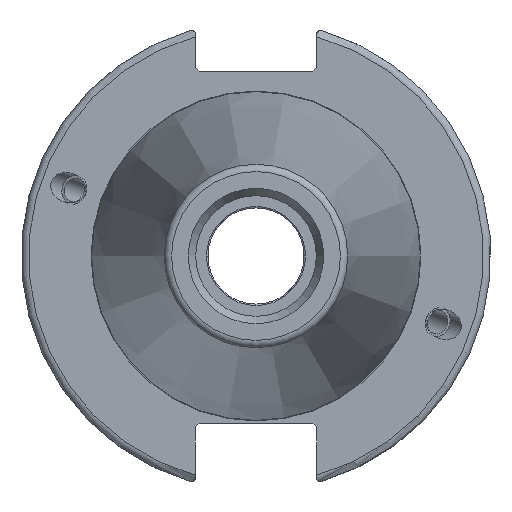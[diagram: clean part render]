
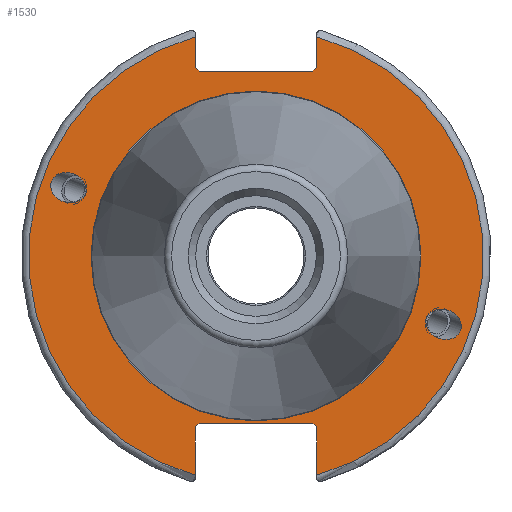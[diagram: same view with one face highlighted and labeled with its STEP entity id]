
A CAD part, left-side view. The second image highlights one B-rep face of the part: STEP entity #1530.
In plain terms, the highlighted planar face has unit normal (-1, 0, 0).
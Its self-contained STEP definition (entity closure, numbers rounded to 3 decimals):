
#39=ELLIPSE('',#1651,2.442,2.);
#48=ELLIPSE('',#1694,2.442,2.);
#121=FACE_BOUND('',#501,.T.);
#122=FACE_BOUND('',#502,.T.);
#123=FACE_BOUND('',#503,.T.);
#138=PLANE('',#1704);
#201=LINE('',#2705,#294);
#202=LINE('',#2707,#295);
#203=LINE('',#2709,#296);
#204=LINE('',#2711,#297);
#205=LINE('',#2713,#298);
#206=LINE('',#2717,#299);
#207=LINE('',#2719,#300);
#208=LINE('',#2721,#301);
#209=LINE('',#2723,#302);
#210=LINE('',#2724,#303);
#294=VECTOR('',#2030,10.);
#295=VECTOR('',#2031,10.);
#296=VECTOR('',#2032,10.);
#297=VECTOR('',#2033,10.);
#298=VECTOR('',#2034,10.);
#299=VECTOR('',#2037,10.);
#300=VECTOR('',#2038,10.);
#301=VECTOR('',#2039,10.);
#302=VECTOR('',#2040,10.);
#303=VECTOR('',#2041,10.);
#404=FACE_OUTER_BOUND('',#500,.T.);
#500=EDGE_LOOP('',(#1227,#1228,#1229,#1230,#1231,#1232,#1233,#1234,#1235,
#1236,#1237,#1238));
#501=EDGE_LOOP('',(#1239));
#502=EDGE_LOOP('',(#1240));
#503=EDGE_LOOP('',(#1241));
#596=CIRCLE('',#1702,22.3);
#598=CIRCLE('',#1705,30.75);
#599=CIRCLE('',#1706,30.75);
#670=VERTEX_POINT('',#2498);
#710=VERTEX_POINT('',#2681);
#715=VERTEX_POINT('',#2696);
#716=VERTEX_POINT('',#2701);
#717=VERTEX_POINT('',#2702);
#718=VERTEX_POINT('',#2704);
#719=VERTEX_POINT('',#2706);
#720=VERTEX_POINT('',#2708);
#721=VERTEX_POINT('',#2710);
#722=VERTEX_POINT('',#2712);
#723=VERTEX_POINT('',#2714);
#724=VERTEX_POINT('',#2716);
#725=VERTEX_POINT('',#2718);
#726=VERTEX_POINT('',#2720);
#727=VERTEX_POINT('',#2722);
#841=EDGE_CURVE('',#670,#670,#39,.T.);
#897=EDGE_CURVE('',#710,#710,#48,.T.);
#904=EDGE_CURVE('',#715,#715,#596,.T.);
#906=EDGE_CURVE('',#716,#717,#598,.T.);
#907=EDGE_CURVE('',#716,#718,#201,.T.);
#908=EDGE_CURVE('',#719,#718,#202,.T.);
#909=EDGE_CURVE('',#719,#720,#203,.T.);
#910=EDGE_CURVE('',#721,#720,#204,.T.);
#911=EDGE_CURVE('',#721,#722,#205,.T.);
#912=EDGE_CURVE('',#723,#722,#599,.T.);
#913=EDGE_CURVE('',#723,#724,#206,.T.);
#914=EDGE_CURVE('',#725,#724,#207,.T.);
#915=EDGE_CURVE('',#725,#726,#208,.T.);
#916=EDGE_CURVE('',#727,#726,#209,.T.);
#917=EDGE_CURVE('',#727,#717,#210,.T.);
#1227=ORIENTED_EDGE('',*,*,#906,.F.);
#1228=ORIENTED_EDGE('',*,*,#907,.T.);
#1229=ORIENTED_EDGE('',*,*,#908,.F.);
#1230=ORIENTED_EDGE('',*,*,#909,.T.);
#1231=ORIENTED_EDGE('',*,*,#910,.F.);
#1232=ORIENTED_EDGE('',*,*,#911,.T.);
#1233=ORIENTED_EDGE('',*,*,#912,.F.);
#1234=ORIENTED_EDGE('',*,*,#913,.T.);
#1235=ORIENTED_EDGE('',*,*,#914,.F.);
#1236=ORIENTED_EDGE('',*,*,#915,.T.);
#1237=ORIENTED_EDGE('',*,*,#916,.F.);
#1238=ORIENTED_EDGE('',*,*,#917,.T.);
#1239=ORIENTED_EDGE('',*,*,#841,.T.);
#1240=ORIENTED_EDGE('',*,*,#897,.T.);
#1241=ORIENTED_EDGE('',*,*,#904,.F.);
#1530=ADVANCED_FACE('',(#404,#121,#122,#123),#138,.T.);
#1651=AXIS2_PLACEMENT_3D('',#2500,#1901,#1902);
#1694=AXIS2_PLACEMENT_3D('',#2683,#2004,#2005);
#1702=AXIS2_PLACEMENT_3D('',#2698,#2022,#2023);
#1704=AXIS2_PLACEMENT_3D('',#2700,#2026,#2027);
#1705=AXIS2_PLACEMENT_3D('',#2703,#2028,#2029);
#1706=AXIS2_PLACEMENT_3D('',#2715,#2035,#2036);
#1901=DIRECTION('center_axis',(1.,0.,0.));
#1902=DIRECTION('ref_axis',(0.,-0.94,-0.342));
#2004=DIRECTION('center_axis',(1.,0.,0.));
#2005=DIRECTION('ref_axis',(0.,0.94,0.342));
#2022=DIRECTION('center_axis',(-1.,0.,0.));
#2023=DIRECTION('ref_axis',(0.,-1.,0.));
#2026=DIRECTION('center_axis',(-1.,0.,0.));
#2027=DIRECTION('ref_axis',(0.,0.,1.));
#2028=DIRECTION('center_axis',(1.,0.,0.));
#2029=DIRECTION('ref_axis',(0.,-1.,0.));
#2030=DIRECTION('',(0.,0.,-1.));
#2031=DIRECTION('',(0.,-0.707,0.707));
#2032=DIRECTION('',(0.,1.,0.));
#2033=DIRECTION('',(0.,-0.707,-0.707));
#2034=DIRECTION('',(0.,0.,1.));
#2035=DIRECTION('center_axis',(1.,0.,0.));
#2036=DIRECTION('ref_axis',(0.,1.,0.));
#2037=DIRECTION('',(0.,0.,1.));
#2038=DIRECTION('',(0.,0.707,-0.707));
#2039=DIRECTION('',(0.,-1.,0.));
#2040=DIRECTION('',(0.,0.707,0.707));
#2041=DIRECTION('',(0.,0.,-1.));
#2498=CARTESIAN_POINT('',(3.175,-23.077,-8.399));
#2500=CARTESIAN_POINT('Origin',(3.175,-25.372,-9.235));
#2681=CARTESIAN_POINT('',(3.175,23.077,8.399));
#2683=CARTESIAN_POINT('Origin',(3.175,25.372,9.235));
#2696=CARTESIAN_POINT('',(3.175,0.,22.3));
#2698=CARTESIAN_POINT('Origin',(3.175,0.,0.));
#2700=CARTESIAN_POINT('Origin',(3.175,31.75,0.));
#2701=CARTESIAN_POINT('',(3.175,-8.19,29.639));
#2702=CARTESIAN_POINT('',(3.175,-8.19,-29.639));
#2703=CARTESIAN_POINT('Origin',(3.175,0.,0.));
#2704=CARTESIAN_POINT('',(3.175,-8.19,25.5));
#2705=CARTESIAN_POINT('',(3.175,-8.19,12.5));
#2706=CARTESIAN_POINT('',(3.175,-7.69,25.));
#2707=CARTESIAN_POINT('',(3.175,8.295,9.015));
#2708=CARTESIAN_POINT('',(3.175,7.69,25.));
#2709=CARTESIAN_POINT('',(3.175,15.875,25.));
#2710=CARTESIAN_POINT('',(3.175,8.19,25.5));
#2711=CARTESIAN_POINT('',(3.175,7.58,24.89));
#2712=CARTESIAN_POINT('',(3.175,8.19,29.639));
#2713=CARTESIAN_POINT('',(3.175,8.19,12.5));
#2714=CARTESIAN_POINT('',(3.175,8.19,-29.639));
#2715=CARTESIAN_POINT('Origin',(3.175,0.,0.));
#2716=CARTESIAN_POINT('',(3.175,8.19,-23.1));
#2717=CARTESIAN_POINT('',(3.175,8.19,-11.3));
#2718=CARTESIAN_POINT('',(3.175,7.69,-22.6));
#2719=CARTESIAN_POINT('',(3.175,8.18,-23.09));
#2720=CARTESIAN_POINT('',(3.175,-7.69,-22.6));
#2721=CARTESIAN_POINT('',(3.175,15.875,-22.6));
#2722=CARTESIAN_POINT('',(3.175,-8.19,-23.1));
#2723=CARTESIAN_POINT('',(3.175,7.695,-7.215));
#2724=CARTESIAN_POINT('',(3.175,-8.19,-11.3));
